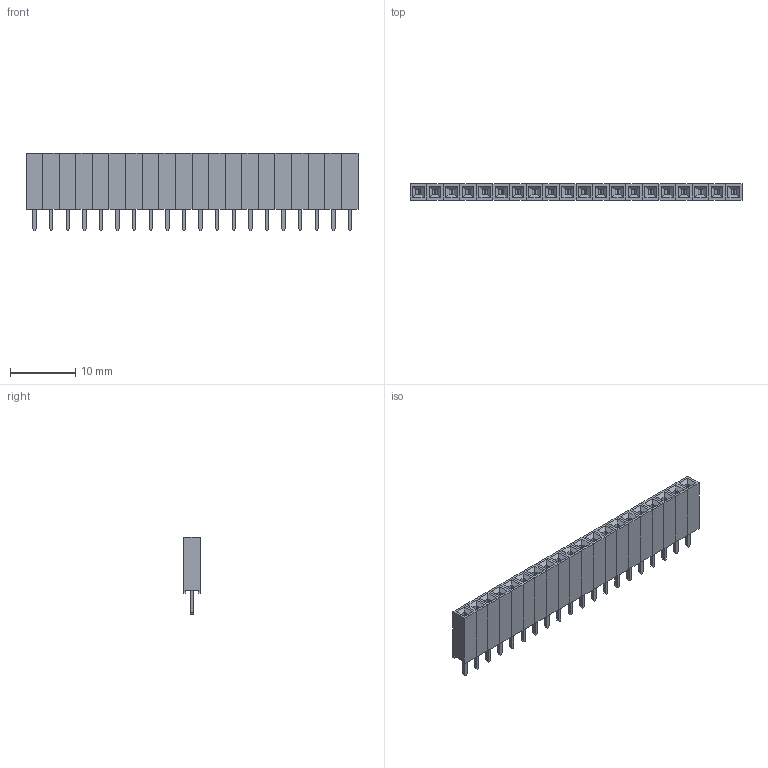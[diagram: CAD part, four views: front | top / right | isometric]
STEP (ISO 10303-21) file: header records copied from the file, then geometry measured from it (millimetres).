
FILE_DESCRIPTION(/* description */ (''),/* implementation_level */ '2;1');
FILE_NAME(/* name */ 'hf_1x20.step',/* time_stamp */ '2020-05-24T14:40:31+09:00',/* author */ (''),/* organization */ (''),/* preprocessor_version */ 'ST-DEVELOPER v18.1',/* originating_system */ 'Autodesk Translation Framework v9.3.0.1241',/* authorisation */ '');
FILE_SCHEMA (('AUTOMOTIVE_DESIGN { 1 0 10303 214 3 1 1 }'));
Length unit declared in the file: millimetre
Products named in the file (1): Header Female
Bounding box: 50.8 x 2.48 x 11.88 mm (x, y, z)
Volume: 727.1 mm3; surface area: 3918.6 mm2
Topology: 20 solids, 20 shells, 940 faces, 2380 edges, 1560 vertices
Faces by surface type: plane 860, cylinder 80
Entity records: 28299 total; most frequent: CARTESIAN_POINT 4881, ORIENTED_EDGE 4760, DIRECTION 4422, EDGE_CURVE 2380, LINE 2220, VECTOR 2220, VERTEX_POINT 1560, AXIS2_PLACEMENT_3D 1101
